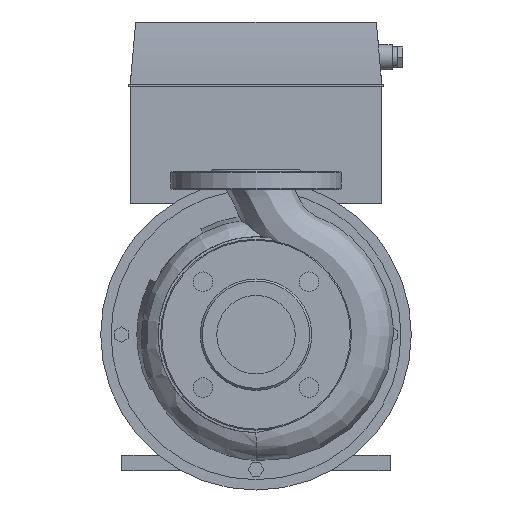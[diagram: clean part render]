
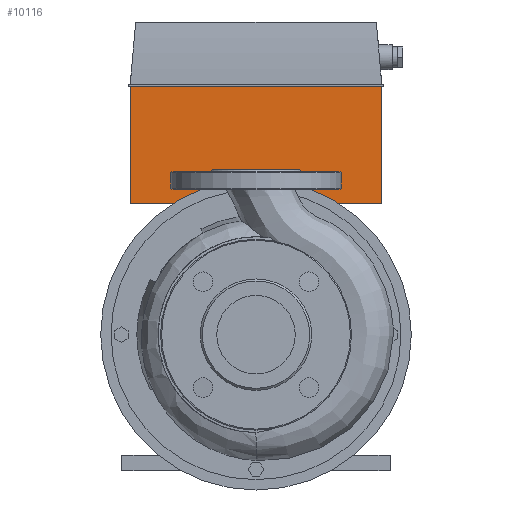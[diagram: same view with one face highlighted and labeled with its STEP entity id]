
A CAD part, left-side view. The second image highlights one B-rep face of the part: STEP entity #10116.
In plain terms, the highlighted planar face has unit normal (-1, 0, 0).
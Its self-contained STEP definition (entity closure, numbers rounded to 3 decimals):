
#933=LINE('',#20706,#1832);
#940=LINE('',#20724,#1839);
#943=LINE('',#20730,#1842);
#944=LINE('',#20731,#1843);
#1832=VECTOR('',#13879,10.);
#1839=VECTOR('',#13904,10.);
#1842=VECTOR('',#13909,10.);
#1843=VECTOR('',#13910,10.);
#2339=PLANE('',#11099);
#3058=FACE_OUTER_BOUND('',#3761,.T.);
#3761=EDGE_LOOP('',(#9339,#9340,#9341,#9342));
#5125=VERTEX_POINT('',#20702);
#5127=VERTEX_POINT('',#20705);
#5129=VERTEX_POINT('',#20723);
#5131=VERTEX_POINT('',#20729);
#6528=EDGE_CURVE('',#5127,#5125,#933,.T.);
#6537=EDGE_CURVE('',#5129,#5127,#940,.T.);
#6540=EDGE_CURVE('',#5125,#5131,#943,.T.);
#6541=EDGE_CURVE('',#5131,#5129,#944,.T.);
#9339=ORIENTED_EDGE('',*,*,#6528,.T.);
#9340=ORIENTED_EDGE('',*,*,#6540,.T.);
#9341=ORIENTED_EDGE('',*,*,#6541,.T.);
#9342=ORIENTED_EDGE('',*,*,#6537,.T.);
#10116=ADVANCED_FACE('',(#3058),#2339,.T.);
#11099=AXIS2_PLACEMENT_3D('',#20728,#13907,#13908);
#13879=DIRECTION('',(0.,1.,0.));
#13904=DIRECTION('',(0.,0.,1.));
#13907=DIRECTION('center_axis',(-1.,0.,0.));
#13908=DIRECTION('ref_axis',(0.,0.,1.));
#13909=DIRECTION('',(0.,0.,-1.));
#13910=DIRECTION('',(0.,-1.,0.));
#20702=CARTESIAN_POINT('',(247.5,122.,372.4));
#20705=CARTESIAN_POINT('',(247.5,-122.,372.4));
#20706=CARTESIAN_POINT('',(247.5,0.,372.4));
#20723=CARTESIAN_POINT('',(247.5,-122.,259.));
#20724=CARTESIAN_POINT('',(247.5,-122.,259.));
#20728=CARTESIAN_POINT('Origin',(247.5,0.,373.4));
#20729=CARTESIAN_POINT('',(247.5,122.,259.));
#20730=CARTESIAN_POINT('',(247.5,122.,259.));
#20731=CARTESIAN_POINT('',(247.5,0.,259.));
